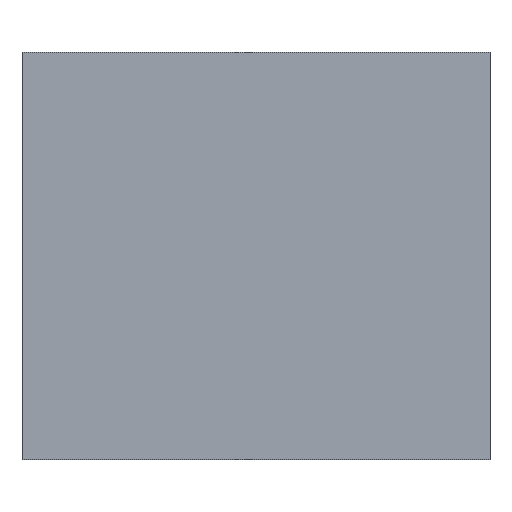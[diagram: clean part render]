
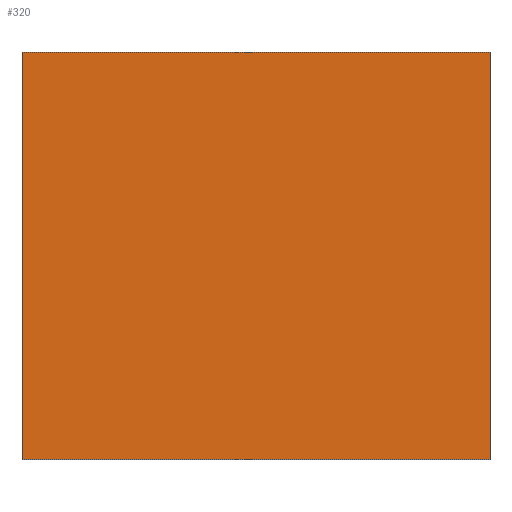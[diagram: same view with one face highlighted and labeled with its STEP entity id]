
A CAD part, top view. The second image highlights one B-rep face of the part: STEP entity #320.
In plain terms, the highlighted planar face has unit normal (0, 0, 1).
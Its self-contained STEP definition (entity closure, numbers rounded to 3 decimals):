
#35=PLANE('',#371);
#55=FACE_OUTER_BOUND('',#83,.T.);
#83=EDGE_LOOP('',(#286,#287,#288,#289));
#95=LINE('',#667,#115);
#98=LINE('',#673,#118);
#101=LINE('',#679,#121);
#104=LINE('',#683,#124);
#115=VECTOR('',#449,10.);
#118=VECTOR('',#454,10.);
#121=VECTOR('',#459,10.);
#124=VECTOR('',#464,10.);
#165=VERTEX_POINT('',#664);
#166=VERTEX_POINT('',#666);
#168=VERTEX_POINT('',#672);
#170=VERTEX_POINT('',#678);
#202=EDGE_CURVE('',#166,#165,#95,.T.);
#205=EDGE_CURVE('',#168,#166,#98,.T.);
#208=EDGE_CURVE('',#170,#168,#101,.T.);
#211=EDGE_CURVE('',#165,#170,#104,.T.);
#286=ORIENTED_EDGE('',*,*,#211,.T.);
#287=ORIENTED_EDGE('',*,*,#208,.T.);
#288=ORIENTED_EDGE('',*,*,#205,.T.);
#289=ORIENTED_EDGE('',*,*,#202,.T.);
#320=ADVANCED_FACE('',(#55),#35,.T.);
#371=AXIS2_PLACEMENT_3D('',#684,#465,#466);
#449=DIRECTION('',(1.,0.,0.));
#454=DIRECTION('',(0.,-1.,0.));
#459=DIRECTION('',(-1.,0.,0.));
#464=DIRECTION('',(0.,1.,0.));
#465=DIRECTION('center_axis',(0.,0.,1.));
#466=DIRECTION('ref_axis',(1.,0.,0.));
#664=CARTESIAN_POINT('',(34.,-23.5,15.));
#666=CARTESIAN_POINT('',(-20.,-23.5,15.));
#667=CARTESIAN_POINT('',(-20.,-23.5,15.));
#672=CARTESIAN_POINT('',(-20.,23.5,15.));
#673=CARTESIAN_POINT('',(-20.,23.5,15.));
#678=CARTESIAN_POINT('',(34.,23.5,15.));
#679=CARTESIAN_POINT('',(34.,23.5,15.));
#683=CARTESIAN_POINT('',(34.,-23.5,15.));
#684=CARTESIAN_POINT('Origin',(7.,0.,15.));
